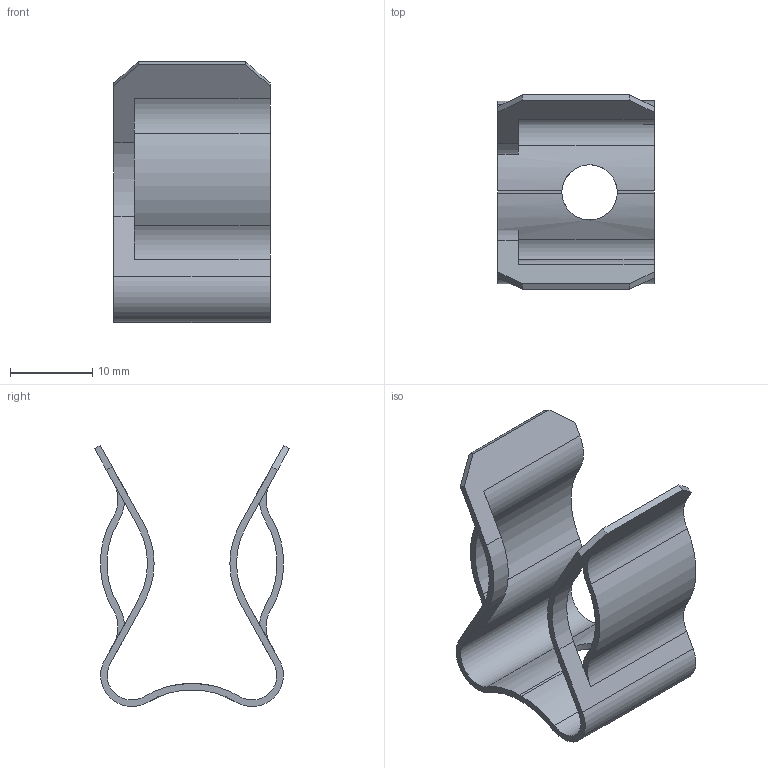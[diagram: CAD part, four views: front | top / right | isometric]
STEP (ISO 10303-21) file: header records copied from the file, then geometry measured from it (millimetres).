
FILE_DESCRIPTION((''),'2;1');
FILE_NAME('FUSH_LITTELFUSE_109001.stp','2014-12-10T08:20:16',(''),(''),'Mechanical Desktop 2011','Mechanical Desktop 2011',', , ');
FILE_SCHEMA(('AUTOMOTIVE_DESIGN { 1 2 10303 214 1 1 1 1 }'));
Length unit declared in the file: millimetre
Products named in the file (1): Product
Bounding box: 19.05 x 23.75 x 31.8 mm (x, y, z)
Volume: 1265.4 mm3; surface area: 3401 mm2
Topology: 1 solids, 1 shells, 50 faces, 158 edges, 104 vertices
Faces by surface type: cylinder 26, plane 24
Entity records: 1953 total; most frequent: CARTESIAN_POINT 447, DIRECTION 316, ORIENTED_EDGE 316, EDGE_CURVE 158, AXIS2_PLACEMENT_3D 111, VERTEX_POINT 104, VECTOR 94, LINE 94
